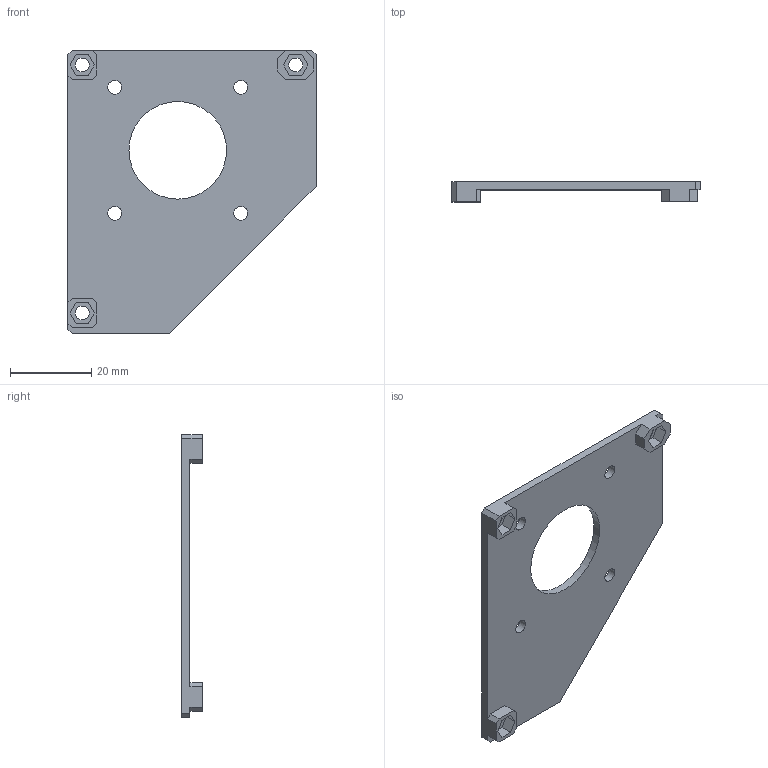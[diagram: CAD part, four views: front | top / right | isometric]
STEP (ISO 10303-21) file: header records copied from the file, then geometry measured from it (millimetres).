
FILE_DESCRIPTION(('FreeCAD Model'),'2;1');
FILE_NAME('Open CASCADE Shape Model','2023-04-08T11:08:32',('Author'),( ''),'Open CASCADE STEP processor 7.5','FreeCAD','Unknown');
FILE_SCHEMA(('AUTOMOTIVE_DESIGN { 1 0 10303 214 1 1 1 1 }'));
Length unit declared in the file: millimetre
Products named in the file (1): extruder.plate.fastener
Bounding box: 61 x 5 x 69.5 mm (x, y, z)
Volume: 6384.7 mm3; surface area: 7322.6 mm2
Topology: 1 solids, 1 shells, 61 faces, 168 edges, 112 vertices
Faces by surface type: plane 53, cylinder 8
Full cylindrical faces by diameter (mm): 3.4 x7, 24 x1
Entity records: 4156 total; most frequent: CARTESIAN_POINT 678, DIRECTION 644, LINE 472, VECTOR 472, ORIENTED_EDGE 336, PCURVE 336, DEFINITIONAL_REPRESENTATION 336, EDGE_CURVE 168
